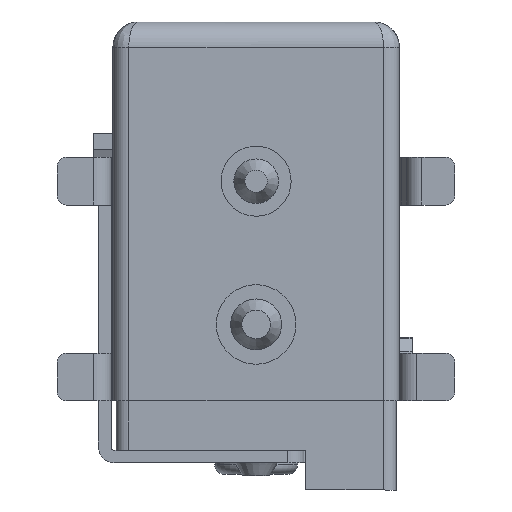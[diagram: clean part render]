
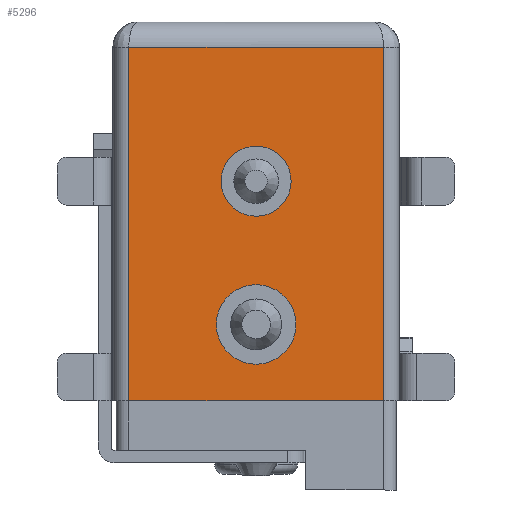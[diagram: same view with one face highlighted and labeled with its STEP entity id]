
A CAD part, front view. The second image highlights one B-rep face of the part: STEP entity #5296.
In plain terms, the highlighted planar face has unit normal (0, -1, 0).
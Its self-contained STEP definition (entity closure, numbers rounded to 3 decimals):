
#91=FACE_BOUND('',#941,.T.);
#92=FACE_BOUND('',#942,.T.);
#236=CIRCLE('',#5724,1.25);
#237=CIRCLE('',#5725,1.1);
#639=FACE_OUTER_BOUND('',#940,.T.);
#940=EDGE_LOOP('',(#4603,#4604,#4605,#4606));
#941=EDGE_LOOP('',(#4607));
#942=EDGE_LOOP('',(#4608));
#1436=LINE('',#9947,#1996);
#1493=LINE('',#10072,#2053);
#1534=LINE('',#10486,#2094);
#1535=LINE('',#10487,#2095);
#1996=VECTOR('',#6845,1000.);
#2053=VECTOR('',#6944,1000.);
#2094=VECTOR('',#7031,1000.);
#2095=VECTOR('',#7032,1000.);
#2510=VERTEX_POINT('',#9944);
#2511=VERTEX_POINT('',#9946);
#2557=VERTEX_POINT('',#10070);
#2558=VERTEX_POINT('',#10071);
#2582=VERTEX_POINT('',#10488);
#2583=VERTEX_POINT('',#10490);
#3180=EDGE_CURVE('',#2511,#2510,#1436,.T.);
#3245=EDGE_CURVE('',#2557,#2558,#1493,.T.);
#3294=EDGE_CURVE('',#2558,#2511,#1534,.T.);
#3295=EDGE_CURVE('',#2510,#2557,#1535,.T.);
#3296=EDGE_CURVE('',#2582,#2582,#236,.T.);
#3297=EDGE_CURVE('',#2583,#2583,#237,.T.);
#4603=ORIENTED_EDGE('',*,*,#3294,.T.);
#4604=ORIENTED_EDGE('',*,*,#3180,.T.);
#4605=ORIENTED_EDGE('',*,*,#3295,.T.);
#4606=ORIENTED_EDGE('',*,*,#3245,.T.);
#4607=ORIENTED_EDGE('',*,*,#3296,.F.);
#4608=ORIENTED_EDGE('',*,*,#3297,.T.);
#5032=PLANE('',#5723);
#5296=ADVANCED_FACE('',(#639,#91,#92),#5032,.T.);
#5723=AXIS2_PLACEMENT_3D('',#10485,#7029,#7030);
#5724=AXIS2_PLACEMENT_3D('',#10489,#7033,#7034);
#5725=AXIS2_PLACEMENT_3D('',#10491,#7035,#7036);
#6845=DIRECTION('',(1.,0.,0.));
#6944=DIRECTION('',(-1.,0.,0.));
#7029=DIRECTION('center_axis',(0.,-1.,0.));
#7030=DIRECTION('ref_axis',(0.,0.,-1.));
#7031=DIRECTION('',(0.,0.,-1.));
#7032=DIRECTION('',(0.,0.,1.));
#7033=DIRECTION('center_axis',(0.,-1.,0.));
#7034=DIRECTION('ref_axis',(0.,0.,-1.));
#7035=DIRECTION('center_axis',(0.,1.,0.));
#7036=DIRECTION('ref_axis',(0.,0.,-1.));
#9944=CARTESIAN_POINT('',(4.,-6.5,-11.9));
#9946=CARTESIAN_POINT('',(-4.,-6.5,-11.9));
#9947=CARTESIAN_POINT('',(-4.,-6.5,-11.9));
#10070=CARTESIAN_POINT('',(4.,-6.5,-0.8));
#10071=CARTESIAN_POINT('',(-4.,-6.5,-0.8));
#10072=CARTESIAN_POINT('',(0.,-6.5,-0.8));
#10485=CARTESIAN_POINT('Origin',(-4.,-6.5,-11.9));
#10486=CARTESIAN_POINT('',(-4.,-6.5,-6.35));
#10487=CARTESIAN_POINT('',(4.,-6.5,-6.35));
#10488=CARTESIAN_POINT('',(0.,-6.5,-8.25));
#10489=CARTESIAN_POINT('Origin',(0.,-6.5,-9.5));
#10490=CARTESIAN_POINT('',(0.,-6.5,-3.9));
#10491=CARTESIAN_POINT('Origin',(0.,-6.5,-5.));
